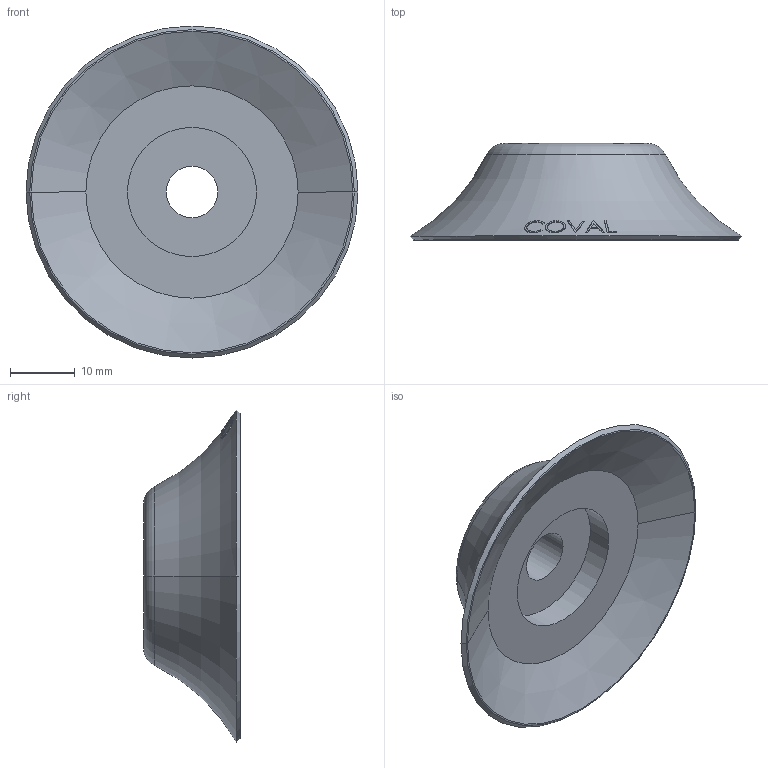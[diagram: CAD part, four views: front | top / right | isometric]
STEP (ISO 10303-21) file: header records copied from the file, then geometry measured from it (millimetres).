
FILE_DESCRIPTION(('STEP AP214'),'1');
FILE_NAME('COVAL_VPG50NBR.stp','2017-12-27T16:20:02',('TraceParts'),('TraceParts S.A.'),'Spatial InterOp 3D',' ',' ');
FILE_SCHEMA(('automotive_design'));
Length unit declared in the file: millimetre
Products named in the file (1): COVAL_VPG50NBR
Bounding box: 51.44 x 15 x 51.44 mm (x, y, z)
Volume: 9293.8 mm3; surface area: 5346.1 mm2
Topology: 1 solids, 1 shells, 67 faces, 163 edges, 106 vertices
Faces by surface type: plane 29, bspline 17, torus 13, cylinder 4, cone 4
Entity records: 3641 total; most frequent: CARTESIAN_POINT 1706, ORIENTED_EDGE 326, DIRECTION 205, EDGE_CURVE 163, VERTEX_POINT 106, B_SPLINE_CURVE_WITH_KNOTS 86, AXIS2_PLACEMENT_3D 77, EDGE_LOOP 77
